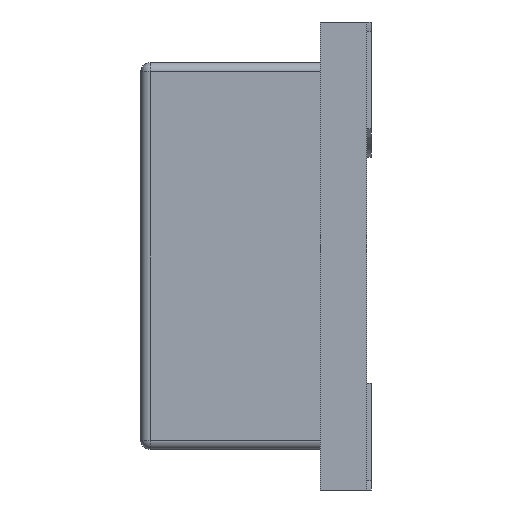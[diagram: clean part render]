
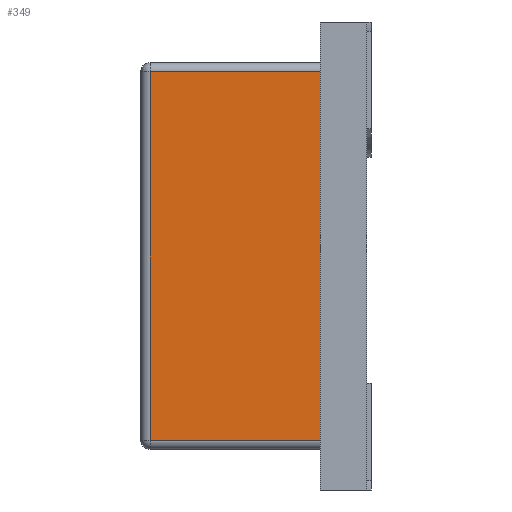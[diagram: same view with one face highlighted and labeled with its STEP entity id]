
A CAD part, left-side view. The second image highlights one B-rep face of the part: STEP entity #349.
In plain terms, the highlighted planar face has unit normal (-1, 0, 0).
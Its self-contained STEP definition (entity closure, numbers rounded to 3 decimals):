
#174 = DIRECTION ( 'NONE',  ( 0., 0., -1. ) ) ;
#217 = DIRECTION ( 'NONE',  ( 0., 0., 1. ) ) ;
#254 = EDGE_CURVE ( 'NONE', #312, #1210, #1274, .T. ) ;
#264 = AXIS2_PLACEMENT_3D ( 'NONE', #1177, #474, #2790 ) ;
#312 = VERTEX_POINT ( 'NONE', #1633 ) ;
#349 = ADVANCED_FACE ( 'NONE', ( #967 ), #2338, .F. ) ;
#369 = EDGE_CURVE ( 'NONE', #1627, #312, #529, .T. ) ;
#474 = DIRECTION ( 'NONE',  ( 1., 0., 0. ) ) ;
#479 = CARTESIAN_POINT ( 'NONE',  ( -3.5, 0.5, 2. ) ) ;
#529 = LINE ( 'NONE', #1208, #1176 ) ;
#875 = CARTESIAN_POINT ( 'NONE',  ( -3.5, 2.45, -2. ) ) ;
#902 = VECTOR ( 'NONE', #2424, 1000. ) ;
#967 = FACE_OUTER_BOUND ( 'NONE', #1463, .T. ) ;
#1084 = VERTEX_POINT ( 'NONE', #2714 ) ;
#1176 = VECTOR ( 'NONE', #1441, 1000. ) ;
#1177 = CARTESIAN_POINT ( 'NONE',  ( -3.5, 2.45, -2.1 ) ) ;
#1208 = CARTESIAN_POINT ( 'NONE',  ( -3.5, 2.45, 2. ) ) ;
#1210 = VERTEX_POINT ( 'NONE', #1953 ) ;
#1274 = LINE ( 'NONE', #2164, #1662 ) ;
#1365 = CARTESIAN_POINT ( 'NONE',  ( -3.5, 0.5, -2.1 ) ) ;
#1441 = DIRECTION ( 'NONE',  ( 0., 1., 0. ) ) ;
#1463 = EDGE_LOOP ( 'NONE', ( #1705, #2311, #2794, #1622 ) ) ;
#1549 = LINE ( 'NONE', #875, #902 ) ;
#1562 = EDGE_CURVE ( 'NONE', #1084, #1627, #2498, .T. ) ;
#1622 = ORIENTED_EDGE ( 'NONE', *, *, #2883, .T. ) ;
#1627 = VERTEX_POINT ( 'NONE', #479 ) ;
#1633 = CARTESIAN_POINT ( 'NONE',  ( -3.5, 2.35, 2. ) ) ;
#1662 = VECTOR ( 'NONE', #174, 1000. ) ;
#1705 = ORIENTED_EDGE ( 'NONE', *, *, #1562, .T. ) ;
#1953 = CARTESIAN_POINT ( 'NONE',  ( -3.5, 2.35, -2. ) ) ;
#2164 = CARTESIAN_POINT ( 'NONE',  ( -3.5, 2.35, -2.1 ) ) ;
#2260 = VECTOR ( 'NONE', #217, 1000. ) ;
#2311 = ORIENTED_EDGE ( 'NONE', *, *, #369, .T. ) ;
#2338 = PLANE ( 'NONE',  #264 ) ;
#2424 = DIRECTION ( 'NONE',  ( 0., -1., 0. ) ) ;
#2498 = LINE ( 'NONE', #1365, #2260 ) ;
#2714 = CARTESIAN_POINT ( 'NONE',  ( -3.5, 0.5, -2. ) ) ;
#2790 = DIRECTION ( 'NONE',  ( 0., 0., -1. ) ) ;
#2794 = ORIENTED_EDGE ( 'NONE', *, *, #254, .T. ) ;
#2883 = EDGE_CURVE ( 'NONE', #1210, #1084, #1549, .T. ) ;
